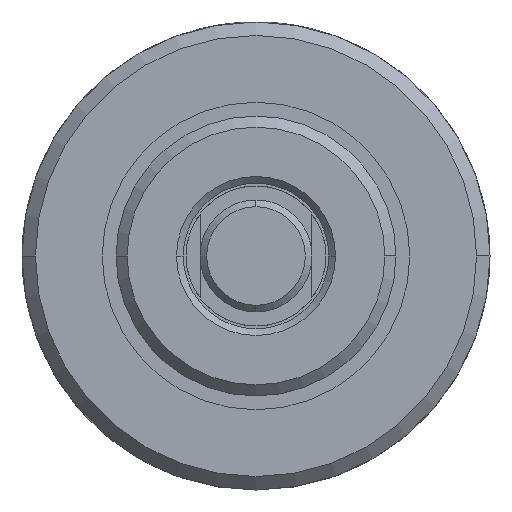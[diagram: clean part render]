
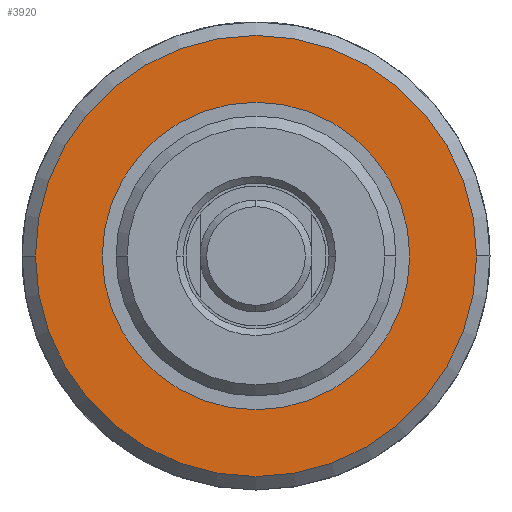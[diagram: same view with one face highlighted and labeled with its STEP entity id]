
A CAD part, left-side view. The second image highlights one B-rep face of the part: STEP entity #3920.
In plain terms, the highlighted planar face has unit normal (-1, 0, 0).
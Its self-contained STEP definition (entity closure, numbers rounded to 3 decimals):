
#311 = EDGE_CURVE ( 'NONE', #3287, #1056, #2277, .T. ) ;
#416 = AXIS2_PLACEMENT_3D ( 'NONE', #2178, #3504, #3901 ) ;
#444 = EDGE_LOOP ( 'NONE', ( #2175, #1932 ) ) ;
#825 = EDGE_LOOP ( 'NONE', ( #1307, #1017 ) ) ;
#882 = AXIS2_PLACEMENT_3D ( 'NONE', #3939, #1630, #1300 ) ;
#1017 = ORIENTED_EDGE ( 'NONE', *, *, #2732, .F. ) ;
#1056 = VERTEX_POINT ( 'NONE', #3870 ) ;
#1120 = CIRCLE ( 'NONE', #2025, 25.019 ) ;
#1121 = CARTESIAN_POINT ( 'NONE',  ( 20.574, 0., -17.437 ) ) ;
#1274 = FACE_BOUND ( 'NONE', #444, .T. ) ;
#1300 = DIRECTION ( 'NONE',  ( 0., 0., -1. ) ) ;
#1307 = ORIENTED_EDGE ( 'NONE', *, *, #4074, .F. ) ;
#1515 = AXIS2_PLACEMENT_3D ( 'NONE', #3873, #2884, #3149 ) ;
#1516 = DIRECTION ( 'NONE',  ( 0., 0., -1. ) ) ;
#1536 = CARTESIAN_POINT ( 'NONE',  ( 20.574, 0., 0. ) ) ;
#1538 = VERTEX_POINT ( 'NONE', #1983 ) ;
#1578 = DIRECTION ( 'NONE',  ( 1., 0., 0. ) ) ;
#1630 = DIRECTION ( 'NONE',  ( 1., 0., 0. ) ) ;
#1841 = AXIS2_PLACEMENT_3D ( 'NONE', #1536, #1578, #1516 ) ;
#1932 = ORIENTED_EDGE ( 'NONE', *, *, #2460, .T. ) ;
#1949 = CARTESIAN_POINT ( 'NONE',  ( 20.574, 0., 0. ) ) ;
#1983 = CARTESIAN_POINT ( 'NONE',  ( 20.574, 0., 25.019 ) ) ;
#2020 = DIRECTION ( 'NONE',  ( 0., 0., -1. ) ) ;
#2025 = AXIS2_PLACEMENT_3D ( 'NONE', #1949, #2297, #2020 ) ;
#2175 = ORIENTED_EDGE ( 'NONE', *, *, #311, .T. ) ;
#2178 = CARTESIAN_POINT ( 'NONE',  ( 20.574, 0., 0. ) ) ;
#2277 = CIRCLE ( 'NONE', #1515, 17.437 ) ;
#2297 = DIRECTION ( 'NONE',  ( 1., 0., 0. ) ) ;
#2460 = EDGE_CURVE ( 'NONE', #1056, #3287, #4185, .T. ) ;
#2610 = PLANE ( 'NONE',  #882 ) ;
#2732 = EDGE_CURVE ( 'NONE', #3440, #1538, #1120, .T. ) ;
#2884 = DIRECTION ( 'NONE',  ( 1., 0., 0. ) ) ;
#3149 = DIRECTION ( 'NONE',  ( 0., 0., -1. ) ) ;
#3287 = VERTEX_POINT ( 'NONE', #1121 ) ;
#3440 = VERTEX_POINT ( 'NONE', #3571 ) ;
#3504 = DIRECTION ( 'NONE',  ( 1., 0., 0. ) ) ;
#3571 = CARTESIAN_POINT ( 'NONE',  ( 20.574, 0., -25.019 ) ) ;
#3579 = CIRCLE ( 'NONE', #1841, 25.019 ) ;
#3612 = FACE_OUTER_BOUND ( 'NONE', #825, .T. ) ;
#3870 = CARTESIAN_POINT ( 'NONE',  ( 20.574, 0., 17.437 ) ) ;
#3873 = CARTESIAN_POINT ( 'NONE',  ( 20.574, 0., 0. ) ) ;
#3901 = DIRECTION ( 'NONE',  ( 0., 0., -1. ) ) ;
#3920 = ADVANCED_FACE ( 'NONE', ( #3612, #1274 ), #2610, .F. ) ;
#3939 = CARTESIAN_POINT ( 'NONE',  ( 20.574, 0., 0. ) ) ;
#4074 = EDGE_CURVE ( 'NONE', #1538, #3440, #3579, .T. ) ;
#4185 = CIRCLE ( 'NONE', #416, 17.437 ) ;
